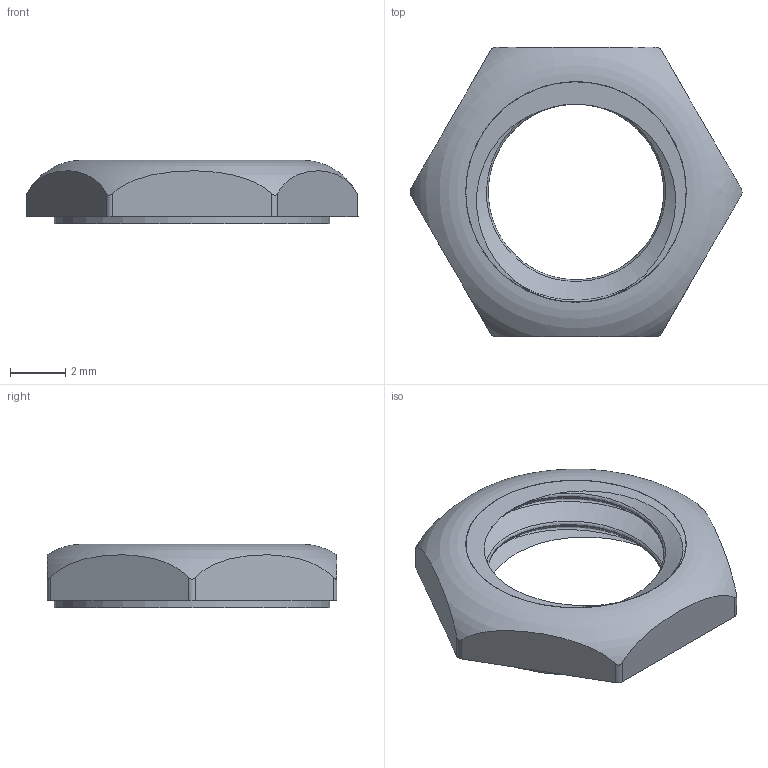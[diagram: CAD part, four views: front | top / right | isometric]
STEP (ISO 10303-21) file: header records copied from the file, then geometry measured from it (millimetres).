
FILE_DESCRIPTION(/* description */ (''),/* implementation_level */ '2;1');
FILE_NAME(/* name */ 'FCR1434 nut.stp',/* time_stamp */ '2018-02-28T11:47:00+00:00',/* author */ ('tottley'),/* organization */ (''),/* preprocessor_version */ 'ST-DEVELOPER v16.1',/* originating_system */ 'Autodesk Inventor 2016',/* authorisation */ '');
FILE_SCHEMA (('AUTOMOTIVE_DESIGN { 1 0 10303 214 3 1 1 }'));
Length unit declared in the file: millimetre
Products named in the file (1): FCR1434 mod
Bounding box: 12.05 x 10.5 x 2.3 mm (x, y, z)
Volume: 111.7 mm3; surface area: 378.5 mm2
Topology: 2 solids, 2 shells, 27 faces, 69 edges, 46 vertices
Faces by surface type: cylinder 10, plane 10, bspline 6, torus 1
Full cylindrical faces by diameter (mm): 8 x2, 10 x1
Entity records: 1729 total; most frequent: CARTESIAN_POINT 1134, ORIENTED_EDGE 126, DIRECTION 90, EDGE_CURVE 63, VERTEX_POINT 44, AXIS2_PLACEMENT_3D 36, EDGE_LOOP 35, B_SPLINE_CURVE_WITH_KNOTS 31
